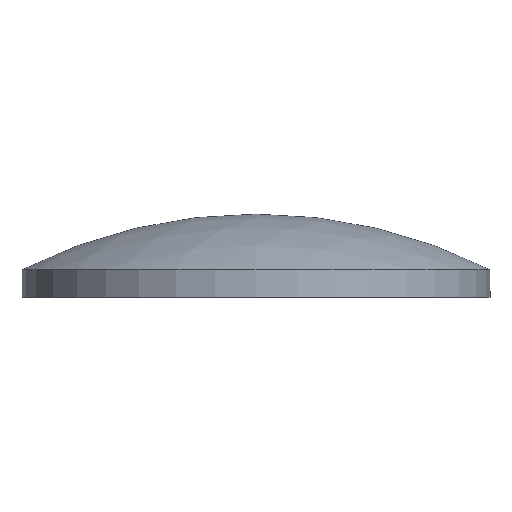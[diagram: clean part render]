
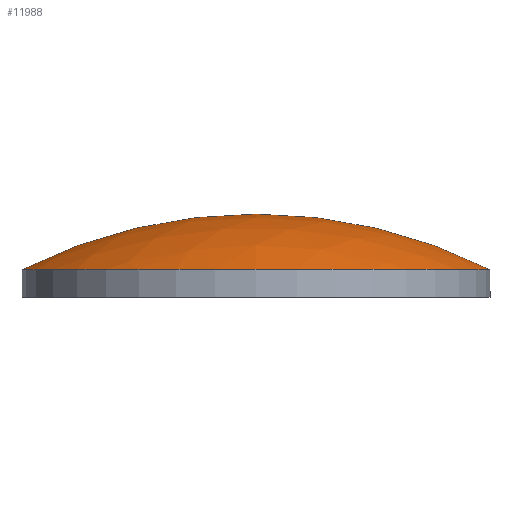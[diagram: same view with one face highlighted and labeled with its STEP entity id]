
A CAD part, top view. The second image highlights one B-rep face of the part: STEP entity #11988.
In plain terms, the highlighted spherical face has radius 37.49 mm.
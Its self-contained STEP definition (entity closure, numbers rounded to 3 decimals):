
#287 = AXIS2_PLACEMENT_3D ( 'NONE', #9967, #3790, #11096 ) ;
#324 = EDGE_CURVE ( 'NONE', #2784, #11816, #10222, .T. ) ;
#929 = CARTESIAN_POINT ( 'NONE',  ( 0., -31.49, 0. ) ) ;
#1229 = CIRCLE ( 'NONE', #2233, 37.49 ) ;
#2041 = VERTEX_POINT ( 'NONE', #8274 ) ;
#2102 = DIRECTION ( 'NONE',  ( 0., 0., 1. ) ) ;
#2150 = FACE_OUTER_BOUND ( 'NONE', #9125, .T. ) ;
#2233 = AXIS2_PLACEMENT_3D ( 'NONE', #929, #2102, #5226 ) ;
#2664 = DIRECTION ( 'NONE',  ( 1., 0., 0. ) ) ;
#2784 = VERTEX_POINT ( 'NONE', #10176 ) ;
#3631 = SPHERICAL_SURFACE ( 'NONE', #6775, 37.49 ) ;
#3790 = DIRECTION ( 'NONE',  ( 0., 0., -1. ) ) ;
#5226 = DIRECTION ( 'NONE',  ( 1., 0., 0. ) ) ;
#5271 = EDGE_CURVE ( 'NONE', #2784, #2041, #1229, .T. ) ;
#6322 = AXIS2_PLACEMENT_3D ( 'NONE', #8846, #13216, #2664 ) ;
#6493 = CARTESIAN_POINT ( 'NONE',  ( 0., -31.49, 0. ) ) ;
#6775 = AXIS2_PLACEMENT_3D ( 'NONE', #6493, #7624, #9564 ) ;
#7204 = ORIENTED_EDGE ( 'NONE', *, *, #7644, .F. ) ;
#7461 = CIRCLE ( 'NONE', #6322, 16.85 ) ;
#7624 = DIRECTION ( 'NONE',  ( 0., 0., 1. ) ) ;
#7644 = EDGE_CURVE ( 'NONE', #11816, #2041, #7461, .T. ) ;
#8274 = CARTESIAN_POINT ( 'NONE',  ( -16.85, 2., 0. ) ) ;
#8846 = CARTESIAN_POINT ( 'NONE',  ( 0., 2., 0. ) ) ;
#9125 = EDGE_LOOP ( 'NONE', ( #11741, #10867, #7204 ) ) ;
#9152 = CARTESIAN_POINT ( 'NONE',  ( 16.85, 2., 0. ) ) ;
#9564 = DIRECTION ( 'NONE',  ( 1., 0., 0. ) ) ;
#9967 = CARTESIAN_POINT ( 'NONE',  ( 0., -31.49, 0. ) ) ;
#10176 = CARTESIAN_POINT ( 'NONE',  ( 0., 6., 0. ) ) ;
#10222 = CIRCLE ( 'NONE', #287, 37.49 ) ;
#10867 = ORIENTED_EDGE ( 'NONE', *, *, #5271, .T. ) ;
#11096 = DIRECTION ( 'NONE',  ( -1., 0., 0. ) ) ;
#11741 = ORIENTED_EDGE ( 'NONE', *, *, #324, .F. ) ;
#11816 = VERTEX_POINT ( 'NONE', #9152 ) ;
#11988 = ADVANCED_FACE ( 'NONE', ( #2150 ), #3631, .T. ) ;
#13216 = DIRECTION ( 'NONE',  ( 0., -1., 0. ) ) ;
